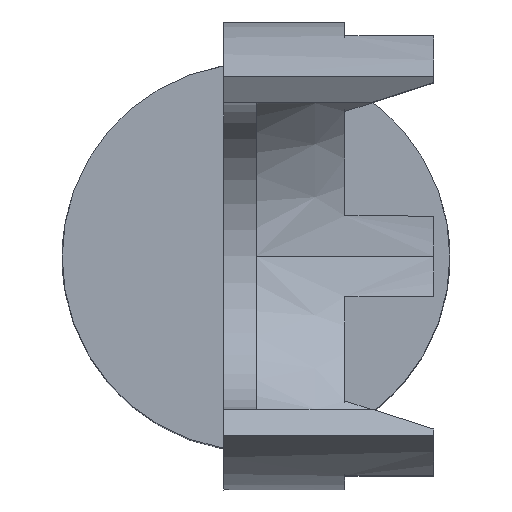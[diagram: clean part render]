
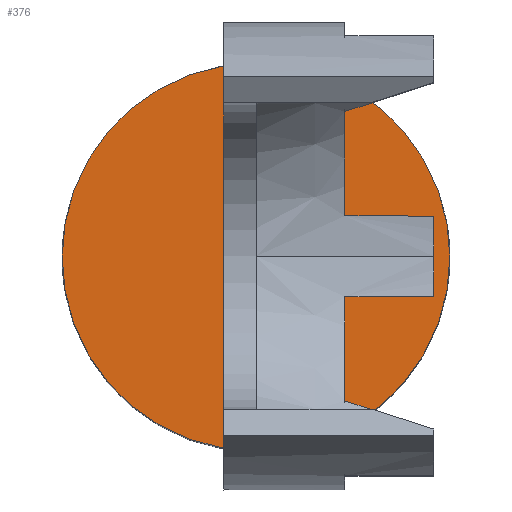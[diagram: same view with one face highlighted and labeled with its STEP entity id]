
A CAD part, top view. The second image highlights one B-rep face of the part: STEP entity #376.
In plain terms, the highlighted planar face has unit normal (0, 0, 1).
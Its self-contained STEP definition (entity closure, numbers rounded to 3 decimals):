
#27 = VECTOR ( 'NONE', #1703, 1000. ) ;
#60 = CARTESIAN_POINT ( 'NONE',  ( -2., 0., -36.8 ) ) ;
#70 = LINE ( 'NONE', #1996, #27 ) ;
#74 = CARTESIAN_POINT ( 'NONE',  ( 2., 8.314, -36.8 ) ) ;
#107 = ORIENTED_EDGE ( 'NONE', *, *, #1718, .T. ) ;
#120 = ORIENTED_EDGE ( 'NONE', *, *, #373, .F. ) ;
#201 = VECTOR ( 'NONE', #403, 1000. ) ;
#249 = AXIS2_PLACEMENT_3D ( 'NONE', #1563, #1086, #779 ) ;
#305 = FACE_BOUND ( 'NONE', #1151, .T. ) ;
#352 = LINE ( 'NONE', #2001, #876 ) ;
#373 = EDGE_CURVE ( 'NONE', #1266, #1129, #352, .T. ) ;
#376 = ADVANCED_FACE ( 'NONE', ( #305, #470 ), #644, .F. ) ;
#403 = DIRECTION ( 'NONE',  ( 1., 0., 0. ) ) ;
#470 = FACE_OUTER_BOUND ( 'NONE', #1630, .T. ) ;
#520 = VERTEX_POINT ( 'NONE', #801 ) ;
#539 = DIRECTION ( 'NONE',  ( 0., 1., 0. ) ) ;
#615 = DIRECTION ( 'NONE',  ( 1., 0., 0. ) ) ;
#644 = PLANE ( 'NONE',  #1146 ) ;
#779 = DIRECTION ( 'NONE',  ( 1., 0., 0. ) ) ;
#783 = DIRECTION ( 'NONE',  ( 0., 1., 0. ) ) ;
#801 = CARTESIAN_POINT ( 'NONE',  ( -2., 8.314, -36.8 ) ) ;
#805 = LINE ( 'NONE', #74, #201 ) ;
#875 = CARTESIAN_POINT ( 'NONE',  ( 2., -8.314, -36.8 ) ) ;
#876 = VECTOR ( 'NONE', #783, 1000. ) ;
#901 = VECTOR ( 'NONE', #539, 1000. ) ;
#996 = EDGE_CURVE ( 'NONE', #1378, #520, #1402, .T. ) ;
#1086 = DIRECTION ( 'NONE',  ( 0., 0., 1. ) ) ;
#1129 = VERTEX_POINT ( 'NONE', #1389 ) ;
#1132 = VERTEX_POINT ( 'NONE', #1544 ) ;
#1146 = AXIS2_PLACEMENT_3D ( 'NONE', #1408, #1871, #1844 ) ;
#1151 = EDGE_LOOP ( 'NONE', ( #120, #1599, #1201, #1956 ) ) ;
#1159 = CARTESIAN_POINT ( 'NONE',  ( 12., 0., -36.8 ) ) ;
#1201 = ORIENTED_EDGE ( 'NONE', *, *, #996, .T. ) ;
#1239 = CARTESIAN_POINT ( 'NONE',  ( 0., 0., -36.8 ) ) ;
#1266 = VERTEX_POINT ( 'NONE', #875 ) ;
#1335 = CIRCLE ( 'NONE', #1608, 12. ) ;
#1345 = EDGE_CURVE ( 'NONE', #520, #1129, #805, .T. ) ;
#1378 = VERTEX_POINT ( 'NONE', #1801 ) ;
#1389 = CARTESIAN_POINT ( 'NONE',  ( 2., 8.314, -36.8 ) ) ;
#1402 = LINE ( 'NONE', #60, #901 ) ;
#1408 = CARTESIAN_POINT ( 'NONE',  ( 0., 12., -36.8 ) ) ;
#1469 = VERTEX_POINT ( 'NONE', #1159 ) ;
#1505 = CIRCLE ( 'NONE', #249, 12. ) ;
#1544 = CARTESIAN_POINT ( 'NONE',  ( -12., 0., -36.8 ) ) ;
#1547 = DIRECTION ( 'NONE',  ( 0., 0., 1. ) ) ;
#1563 = CARTESIAN_POINT ( 'NONE',  ( 0., 0., -36.8 ) ) ;
#1599 = ORIENTED_EDGE ( 'NONE', *, *, #1727, .F. ) ;
#1608 = AXIS2_PLACEMENT_3D ( 'NONE', #1239, #1547, #615 ) ;
#1630 = EDGE_LOOP ( 'NONE', ( #1806, #107 ) ) ;
#1703 = DIRECTION ( 'NONE',  ( 1., 0., 0. ) ) ;
#1718 = EDGE_CURVE ( 'NONE', #1132, #1469, #1335, .T. ) ;
#1727 = EDGE_CURVE ( 'NONE', #1378, #1266, #70, .T. ) ;
#1756 = EDGE_CURVE ( 'NONE', #1469, #1132, #1505, .T. ) ;
#1801 = CARTESIAN_POINT ( 'NONE',  ( -2., -8.314, -36.8 ) ) ;
#1806 = ORIENTED_EDGE ( 'NONE', *, *, #1756, .T. ) ;
#1844 = DIRECTION ( 'NONE',  ( -1., 0., 0. ) ) ;
#1871 = DIRECTION ( 'NONE',  ( 0., 0., -1. ) ) ;
#1956 = ORIENTED_EDGE ( 'NONE', *, *, #1345, .T. ) ;
#1996 = CARTESIAN_POINT ( 'NONE',  ( 2., -8.314, -36.8 ) ) ;
#2001 = CARTESIAN_POINT ( 'NONE',  ( 2., 0., -36.8 ) ) ;
